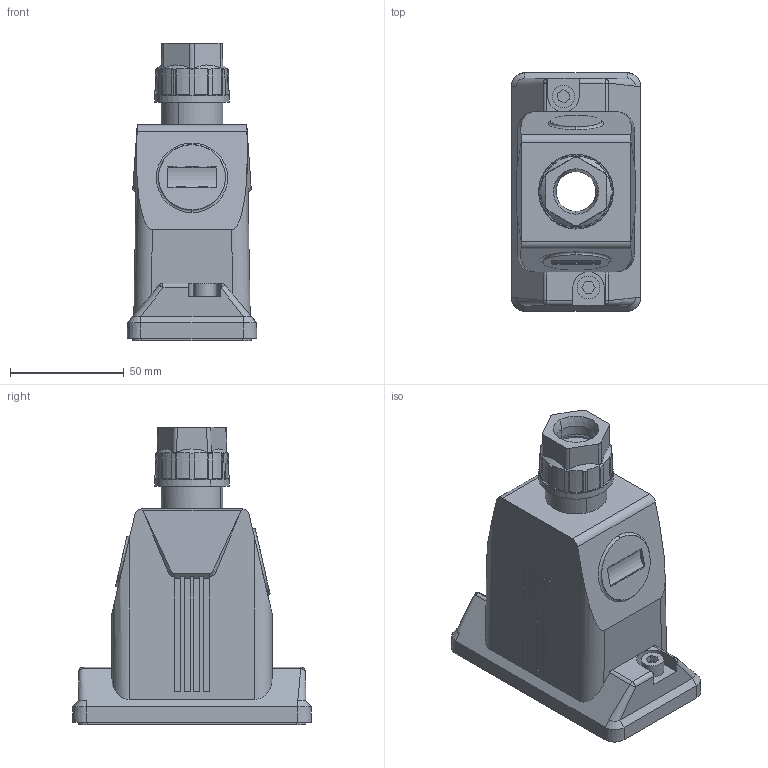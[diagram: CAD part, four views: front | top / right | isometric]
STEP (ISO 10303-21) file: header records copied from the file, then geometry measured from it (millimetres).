
FILE_DESCRIPTION(('Creo Elements/Direct Modeling STEP Export'),'2;1');
FILE_NAME('model.stp','2019-06-19T 8:48:03',(''),(''),'Creo Elements/Direct Modeling STEP processor for AP214 (Solid Model)','Creo Elements/Direct Modeling 20.1A 29-Sep-2018 (C) Parametric Technology GmbH','');
FILE_SCHEMA(('AUTOMOTIVE_DESIGN { 1 0 10303 214 1 1 1 1 }'));
Length unit declared in the file: millimetre
Products named in the file (2): HC_ADV_B10_HHWH_1TGM25_PL-select
Assembly tree (1 placements, depth 2):
  HC_ADV_B10_HHWH_1TGM25_PL-select
    HC_ADV_B10_HHWH_1TGM25_PL-select
Bounding box: 57 x 105 x 131.01 mm (x, y, z)
Volume: 101305.7 mm3; surface area: 64658.4 mm2
Topology: 1 solids, 1 shells, 406 faces, 1138 edges, 750 vertices
Faces by surface type: plane 266, cylinder 93, cone 34, sphere 5, torus 4, bspline 4
Entity records: 19402 total; most frequent: CARTESIAN_POINT 5931, ORIENTED_EDGE 2266, DIRECTION 1914, EDGE_CURVE 1133, VERTEX_POINT 750, VECTOR 704, LINE 704, AXIS2_PLACEMENT_3D 605
